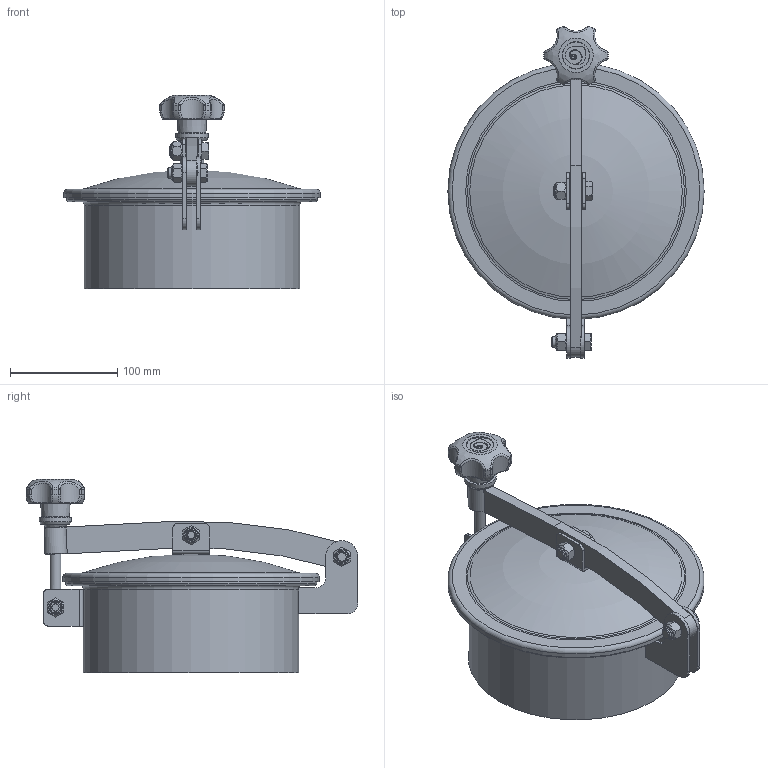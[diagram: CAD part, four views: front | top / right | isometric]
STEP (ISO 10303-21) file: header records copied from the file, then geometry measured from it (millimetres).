
FILE_DESCRIPTION( ( 'Unknown' ), '1' );
FILE_NAME( 'FA56E6000 MOD N_230 rev 02.stp', 'Unknown', ( 'Unknown' ), ( 'Unknown' ), 'PSStep 16.0.42', 'Unknown', ' ' );
FILE_SCHEMA( ( 'AUTOMOTIVE_DESIGN { 1 0 10303 214 1 1 1 1 }' ) );
Length unit declared in the file: millimetre
Products named in the file (22): 94160 rev 0; 94160_1 rev 0; 71021 rev 02; 97209 rev 03; 8P109 rev 02; 7CA5600; 81003; 8AS201 rev 01; 94160 c_rond; 97057; 7TA5600-2 rev 0; 81047; 81052 rev 02; 8AL00-03 rev 01; Assem1; 95012; 91001 rev 01; 9636 assieme; 97056; 95206; 97321
Assembly tree (26 placements, depth 4):
  Assem1
    95012  x3
    91001 rev 01
    9636 assieme
    97056
    95206  x3
    97321
    7CA5600
      81003
      8AS201 rev 01
    94160 c_rond
      97057
      94160 rev 0
        94160 rev 0
        94160_1 rev 0
    71021 rev 02
      97209 rev 03
      8P109 rev 02
    7TA5600-2 rev 0
      81047
      81052 rev 02  x2
      8AL00-03 rev 01
Bounding box: 239 x 309.34 x 180.25 mm (x, y, z)
Volume: 450453.6 mm3; surface area: 347821.4 mm2
Topology: 21 solids, 21 shells, 864 faces, 2272 edges, 1467 vertices
Faces by surface type: plane 482, cylinder 229, torus 52, cone 47, bspline 34, sphere 20
Full cylindrical faces by diameter (mm): 8.376 x1, 8.5 x3, 10 x4, 10.2 x5, 10.25 x2, 10.5 x3, 12.09 x3, 15.5 x2, 17 x1, 17.5 x1, 18 x1, 18.3 x1, 19 x1, 19.8 x1, 20 x2, 25 x1, 25.7 x1, 30 x1, 197 x1, 201 x1, 222 x1, 225 x1, 226 x1, 234 x1, 236 x1, 239 x1
Entity records: 37635 total; most frequent: CARTESIAN_POINT 11824, DIRECTION 4163, ORIENTED_EDGE 3920, EDGE_CURVE 1960, AXIS2_PLACEMENT_3D 1538, VERTEX_POINT 1311, LINE 1087, VECTOR 1087
